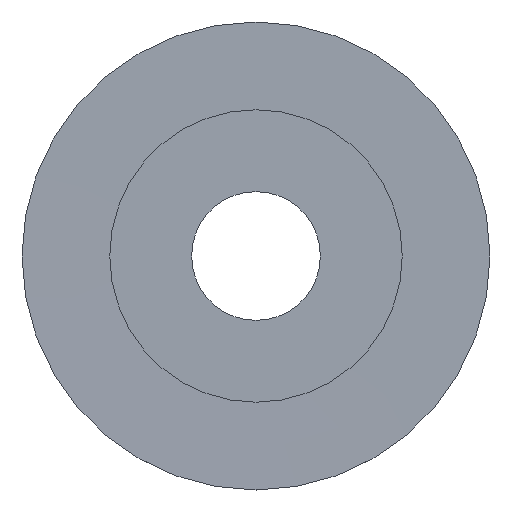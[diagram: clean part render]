
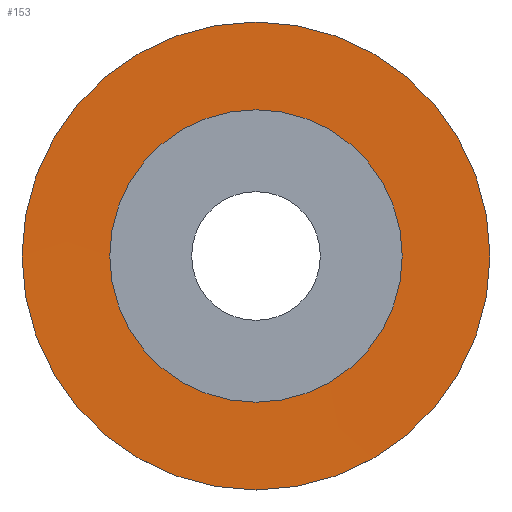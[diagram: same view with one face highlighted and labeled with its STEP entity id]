
A CAD part, top view. The second image highlights one B-rep face of the part: STEP entity #153.
In plain terms, the highlighted conical face has half-angle 89.885 degrees and reference radius 40 mm.
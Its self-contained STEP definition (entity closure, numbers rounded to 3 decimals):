
#18 = DIRECTION ( 'NONE',  ( 0., 0., 1. ) ) ;
#21 = DIRECTION ( 'NONE',  ( 0., 0., -1. ) ) ;
#31 = CIRCLE ( 'NONE', #146, 25. ) ;
#35 = CARTESIAN_POINT ( 'NONE',  ( 0., 40., 0.8 ) ) ;
#36 = AXIS2_PLACEMENT_3D ( 'NONE', #124, #18, #66 ) ;
#40 = FACE_BOUND ( 'NONE', #47, .T. ) ;
#43 = ORIENTED_EDGE ( 'NONE', *, *, #79, .F. ) ;
#47 = EDGE_LOOP ( 'NONE', ( #110 ) ) ;
#62 = AXIS2_PLACEMENT_3D ( 'NONE', #217, #181, #82 ) ;
#63 = VERTEX_POINT ( 'NONE', #138 ) ;
#66 = DIRECTION ( 'NONE',  ( 0., -1., 0. ) ) ;
#74 = EDGE_CURVE ( 'NONE', #63, #63, #31, .T. ) ;
#79 = EDGE_CURVE ( 'NONE', #216, #216, #171, .T. ) ;
#82 = DIRECTION ( 'NONE',  ( 0., 1., 0. ) ) ;
#109 = CARTESIAN_POINT ( 'NONE',  ( 0., 0., 0.77 ) ) ;
#110 = ORIENTED_EDGE ( 'NONE', *, *, #74, .T. ) ;
#124 = CARTESIAN_POINT ( 'NONE',  ( 0., 0., 0.8 ) ) ;
#138 = CARTESIAN_POINT ( 'NONE',  ( 0., 25., 0.77 ) ) ;
#142 = DIRECTION ( 'NONE',  ( 0., 1., 0. ) ) ;
#146 = AXIS2_PLACEMENT_3D ( 'NONE', #109, #21, #142 ) ;
#153 = ADVANCED_FACE ( 'NONE', ( #40, #155 ), #182, .F. ) ;
#155 = FACE_OUTER_BOUND ( 'NONE', #159, .T. ) ;
#159 = EDGE_LOOP ( 'NONE', ( #43 ) ) ;
#171 = CIRCLE ( 'NONE', #62, 40. ) ;
#181 = DIRECTION ( 'NONE',  ( 0., 0., -1. ) ) ;
#182 = CONICAL_SURFACE ( 'NONE', #36, 40., 1.569 ) ;
#216 = VERTEX_POINT ( 'NONE', #35 ) ;
#217 = CARTESIAN_POINT ( 'NONE',  ( 0., 0., 0.8 ) ) ;
